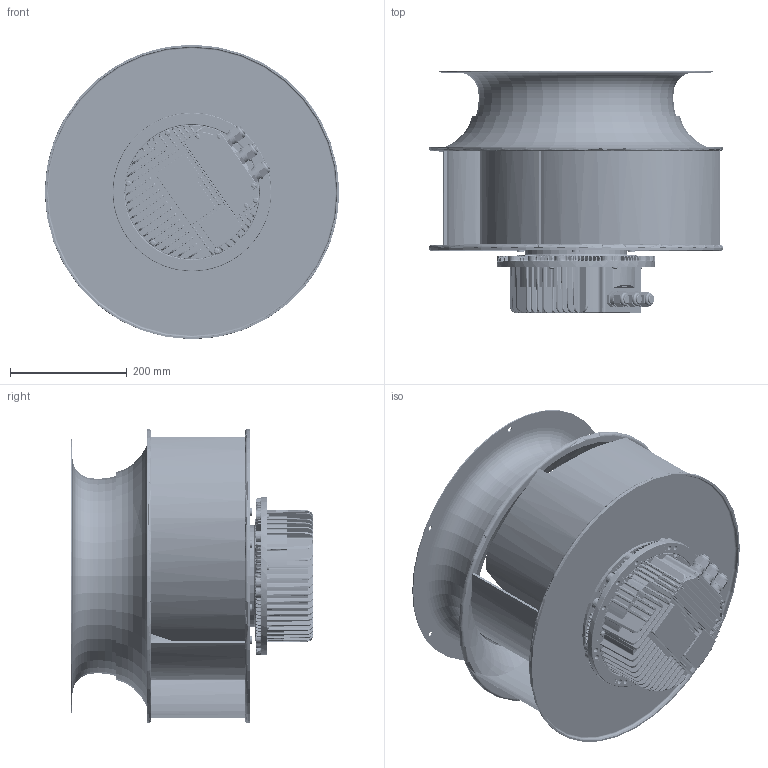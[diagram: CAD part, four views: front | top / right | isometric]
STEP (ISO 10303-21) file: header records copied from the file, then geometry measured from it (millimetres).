
FILE_DESCRIPTION((''),'2;1');
FILE_NAME('NUT_OD150_ASM','2017-11-07T',('CHESTER.YAN'),(''),'CREO PARAMETRIC BY PTC INC, 2015080','CREO PARAMETRIC BY PTC INC, 2015080','');
FILE_SCHEMA(('CONFIG_CONTROL_DESIGN'));
Products named in the file (17): PRT0005_1_1_1; PRT0005_1_2_1; PRT0005_1_3_1; PRT0005_1_ASM_1_ASM; PRT0006_1_1; PRT0006_1_2; PRT0006_1_3; PRT0006_1_4; PRT0006_1_5; PRT0006_1_6; PRT0006_1_7; PRT0006_1_ASM; OD150_CASE_1; ASM0003_ASM_1_ASM; 050_34R_IMPELLER; 050_34R_NOZZLE; NUT_OD150_ASM
Assembly tree (16 placements, depth 4):
  NUT_OD150_ASM
    ASM0003_ASM_1_ASM
      PRT0005_1_ASM_1_ASM
        PRT0005_1_1_1
        PRT0005_1_2_1
        PRT0005_1_3_1
      PRT0006_1_ASM
        PRT0006_1_1
        PRT0006_1_2
        PRT0006_1_3
        PRT0006_1_4
        PRT0006_1_5
        PRT0006_1_6
        PRT0006_1_7
      OD150_CASE_1
    050_34R_IMPELLER
    050_34R_NOZZLE
Bounding box: 505 x 414.5 x 505 mm (x, y, z)
Volume: 6744264.2 mm3; surface area: 2246832.7 mm2
Topology: 12 solids, 29 shells, 5827 faces, 14824 edges, 8968 vertices
Faces by surface type: cylinder 1719, bspline 1532, plane 1078, torus 786, cone 360, extrusion 211, sphere 76, revolution 65
Entity records: 323318 total; most frequent: CARTESIAN_POINT 194228, ORIENTED_EDGE 29127, DIRECTION 23741, EDGE_CURVE 14685, AXIS2_PLACEMENT_3D 9751, VERTEX_POINT 8968, EDGE_LOOP 6042, FACE_OUTER_BOUND 5827
